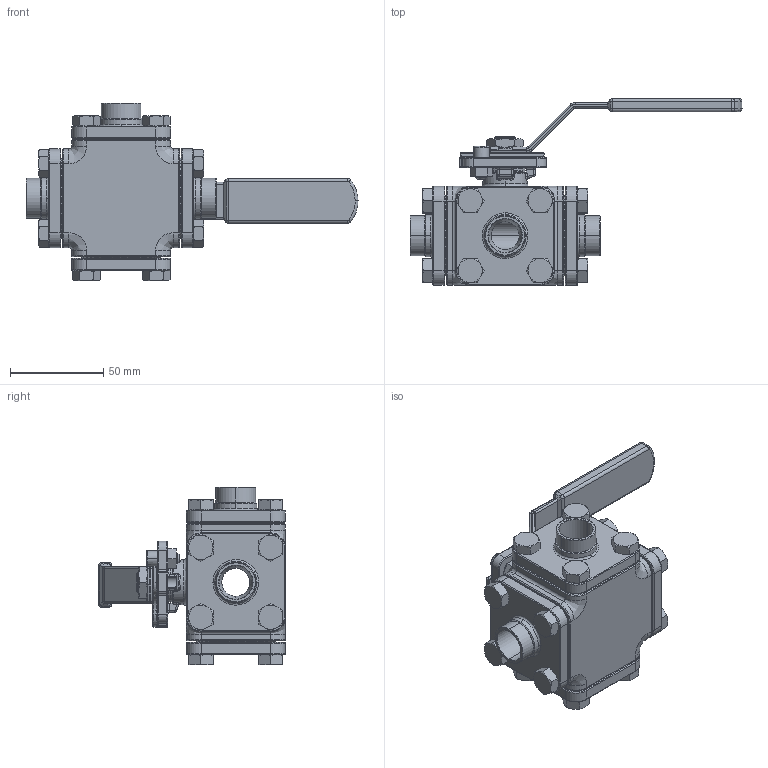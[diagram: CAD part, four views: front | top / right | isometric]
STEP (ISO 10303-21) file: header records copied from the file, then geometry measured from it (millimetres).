
FILE_DESCRIPTION (( 'STEP AP214' ), '1' );
FILE_NAME ('505T-015-3Way.STEP', '2017-10-03T00:42:46', ( '' ), ( '' ), 'SwSTEP 2.0', 'SolidWorks 2012', '' );
FILE_SCHEMA (( 'AUTOMOTIVE_DESIGN' ));
Length unit declared in the file: millimetre
Products named in the file (1): 505T-015-3Way
Bounding box: 178 x 100.01 x 95.25 mm (x, y, z)
Volume: 307115.1 mm3; surface area: 66091.1 mm2
Topology: 1 solids, 1 shells, 1046 faces, 2443 edges, 1420 vertices
Faces by surface type: cone 307, cylinder 291, plane 287, bspline 161
Entity records: 39475 total; most frequent: CARTESIAN_POINT 17326, ORIENTED_EDGE 4864, DIRECTION 4319, EDGE_CURVE 2432, AXIS2_PLACEMENT_3D 1733, VERTEX_POINT 1420, EDGE_LOOP 1110, ADVANCED_FACE 1046
